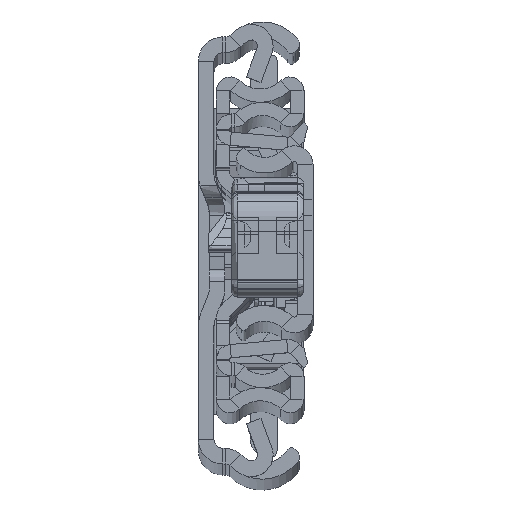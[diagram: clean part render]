
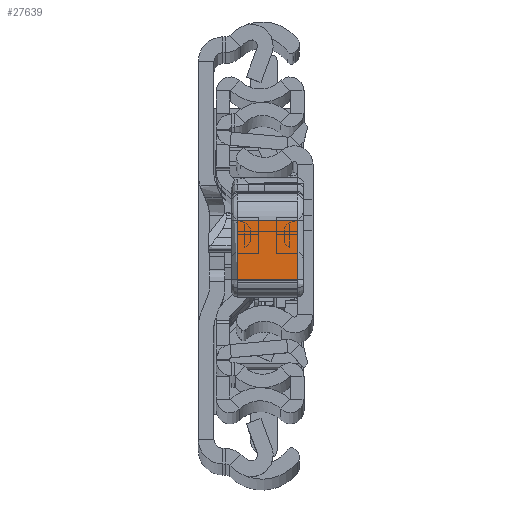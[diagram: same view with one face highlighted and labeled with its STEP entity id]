
A CAD part, top view. The second image highlights one B-rep face of the part: STEP entity #27639.
In plain terms, the highlighted face is planar.
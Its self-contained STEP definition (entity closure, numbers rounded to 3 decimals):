
#785 = ORIENTED_EDGE ( 'NONE', *, *, #15154, .T. ) ;
#1065 = CARTESIAN_POINT ( 'NONE',  ( 39.55, -12.274, 11. ) ) ;
#1186 = DIRECTION ( 'NONE',  ( -0.027, -1., 0. ) ) ;
#1839 = CARTESIAN_POINT ( 'NONE',  ( 39.818, -2.465, 10. ) ) ;
#2784 = LINE ( 'NONE', #32536, #8796 ) ;
#3849 = CARTESIAN_POINT ( 'NONE',  ( 39.55, -12.274, 10. ) ) ;
#6427 = EDGE_CURVE ( 'NONE', #25374, #33269, #2784, .T. ) ;
#6958 = VECTOR ( 'NONE', #26409, 1000. ) ;
#7458 = VERTEX_POINT ( 'NONE', #29672 ) ;
#8472 = EDGE_CURVE ( 'NONE', #7458, #22281, #9260, .T. ) ;
#8796 = VECTOR ( 'NONE', #21768, 1000. ) ;
#9260 = LINE ( 'NONE', #28263, #24321 ) ;
#13149 = LINE ( 'NONE', #15311, #6958 ) ;
#14689 = FACE_OUTER_BOUND ( 'NONE', #26165, .T. ) ;
#15037 = DIRECTION ( 'NONE',  ( -0.027, -1., 0. ) ) ;
#15154 = EDGE_CURVE ( 'NONE', #22281, #25374, #13149, .T. ) ;
#15311 = CARTESIAN_POINT ( 'NONE',  ( 39.55, -12.274, 0. ) ) ;
#16284 = VECTOR ( 'NONE', #1186, 1000. ) ;
#18553 = ORIENTED_EDGE ( 'NONE', *, *, #8472, .T. ) ;
#19374 = ORIENTED_EDGE ( 'NONE', *, *, #32611, .T. ) ;
#21768 = DIRECTION ( 'NONE',  ( 0., 0., 1. ) ) ;
#22281 = VERTEX_POINT ( 'NONE', #26930 ) ;
#22898 = DIRECTION ( 'NONE',  ( -1., 0.027, 0. ) ) ;
#24321 = VECTOR ( 'NONE', #33641, 1000. ) ;
#25236 = AXIS2_PLACEMENT_3D ( 'NONE', #1065, #22898, #15037 ) ;
#25374 = VERTEX_POINT ( 'NONE', #25833 ) ;
#25615 = PLANE ( 'NONE',  #25236 ) ;
#25833 = CARTESIAN_POINT ( 'NONE',  ( 39.818, -2.465, 0. ) ) ;
#26165 = EDGE_LOOP ( 'NONE', ( #18553, #785, #27785, #19374 ) ) ;
#26409 = DIRECTION ( 'NONE',  ( 0.027, 1., 0. ) ) ;
#26930 = CARTESIAN_POINT ( 'NONE',  ( 39.55, -12.274, 0. ) ) ;
#27639 = ADVANCED_FACE ( 'NONE', ( #14689 ), #25615, .F. ) ;
#27785 = ORIENTED_EDGE ( 'NONE', *, *, #6427, .T. ) ;
#28263 = CARTESIAN_POINT ( 'NONE',  ( 39.55, -12.274, 11. ) ) ;
#29672 = CARTESIAN_POINT ( 'NONE',  ( 39.55, -12.274, 10. ) ) ;
#31620 = LINE ( 'NONE', #3849, #16284 ) ;
#32536 = CARTESIAN_POINT ( 'NONE',  ( 39.818, -2.465, 11. ) ) ;
#32611 = EDGE_CURVE ( 'NONE', #33269, #7458, #31620, .T. ) ;
#33269 = VERTEX_POINT ( 'NONE', #1839 ) ;
#33641 = DIRECTION ( 'NONE',  ( 0., 0., -1. ) ) ;
